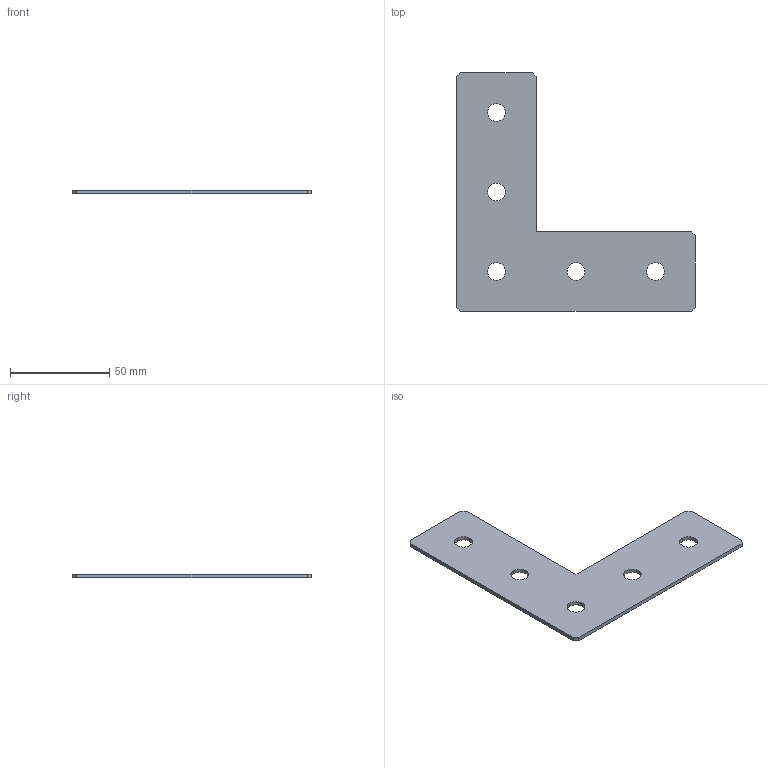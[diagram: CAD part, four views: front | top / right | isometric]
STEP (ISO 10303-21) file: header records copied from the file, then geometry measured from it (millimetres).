
FILE_DESCRIPTION (( 'STEP AP214' ), '1' );
FILE_NAME ('Ã-ïëàñòèíà 40 ñåðèÿ 3õ3 5îòâ 120õ120õ2.STEP', '2022-02-22T09:18:13', ( 'user' ), ( '' ), 'SwSTEP 2.0', 'SolidWorks 2021', '' );
FILE_SCHEMA (( 'AUTOMOTIVE_DESIGN' ));
Length unit declared in the file: millimetre
Products named in the file (1): Ã-ïëàñòèíà 40 ñåðèÿ 3õ3 5îòâ 120õ120õ2
Bounding box: 120 x 120 x 2 mm (x, y, z)
Volume: 15343.8 mm3; surface area: 16574.9 mm2
Topology: 1 solids, 1 shells, 23 faces, 63 edges, 42 vertices
Faces by surface type: plane 13, cylinder 10
Entity records: 791 total; most frequent: DIRECTION 131, CARTESIAN_POINT 129, ORIENTED_EDGE 126, EDGE_CURVE 63, AXIS2_PLACEMENT_3D 44, VECTOR 43, LINE 43, VERTEX_POINT 42
